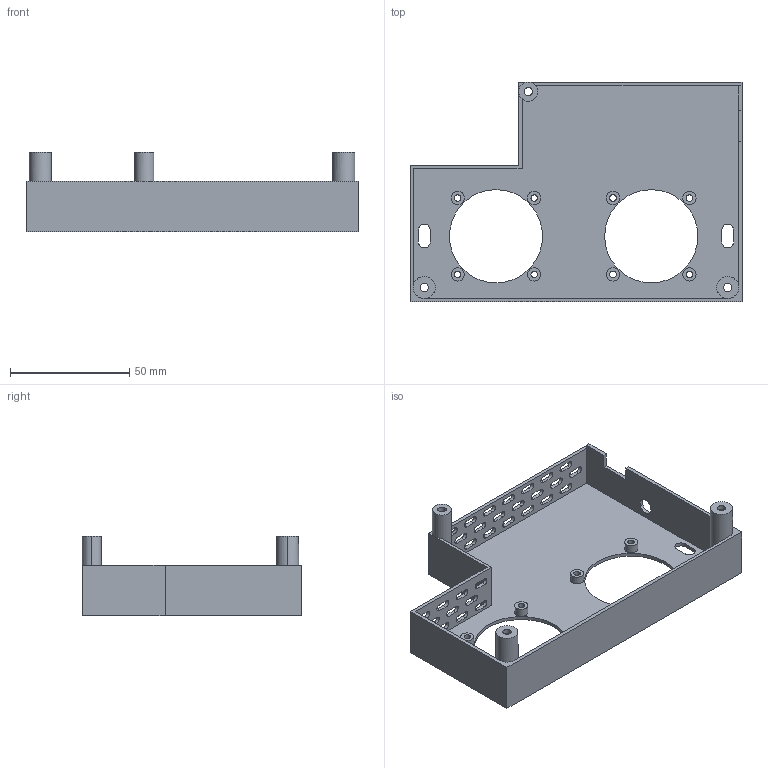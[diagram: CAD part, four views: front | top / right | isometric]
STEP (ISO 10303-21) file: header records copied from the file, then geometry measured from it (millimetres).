
FILE_DESCRIPTION((''),'2;1');
FILE_NAME('6_PACK_COVER_TOP','2021-04-02T14:05:01',('barto'),(''),'CREO PARAMETRIC BY PTC INC, 2019010','CREO PARAMETRIC BY PTC INC, 2019010','');
FILE_SCHEMA(('CONFIG_CONTROL_DESIGN','SHAPE_APPEARANCE_LAYERS_GROUPS'));
Length unit declared in the file: millimetre
Products named in the file (1): 6_PACK_COVER_TOP
Bounding box: 139 x 92 x 33.2 mm (x, y, z)
Volume: 28147.3 mm3; surface area: 39526.5 mm2
Topology: 1 solids, 1 shells, 230 faces, 648 edges, 431 vertices
Faces by surface type: cylinder 124, plane 106
Entity records: 7766 total; most frequent: DIRECTION 1363, CARTESIAN_POINT 1309, ORIENTED_EDGE 1296, EDGE_CURVE 648, AXIS2_PLACEMENT_3D 485, VERTEX_POINT 431, VECTOR 393, LINE 393
